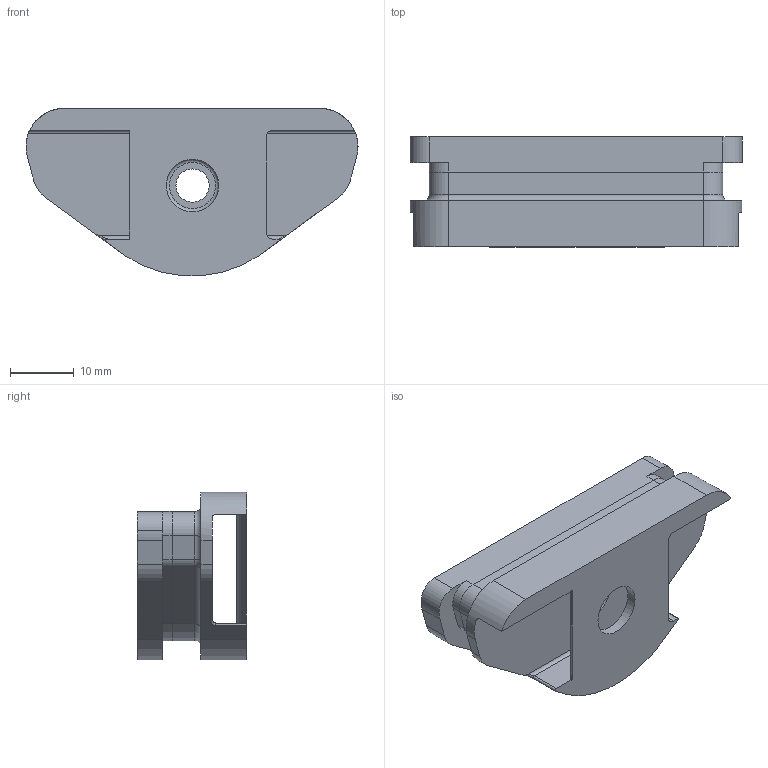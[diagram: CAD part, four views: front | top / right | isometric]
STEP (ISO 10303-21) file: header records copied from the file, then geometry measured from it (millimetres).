
FILE_DESCRIPTION(/* description */ (''),/* implementation_level */ '2;1');
FILE_NAME(/* name */ 'Light Clamp Matrix II Metal.step',/* time_stamp */ '2022-04-07T21:52:45-04:00',/* author */ (''),/* organization */ (''),/* preprocessor_version */ 'ST-DEVELOPER v18.1',/* originating_system */ 'Autodesk Translation Framework v10.13.0.1454',/* authorisation */ '');
FILE_SCHEMA (('AUTOMOTIVE_DESIGN { 1 0 10303 214 3 1 1 }'));
Length unit declared in the file: millimetre
Products named in the file (1): Light Clamp Matrix ii metal
Bounding box: 51.94 x 17.2 x 26.18 mm (x, y, z)
Volume: 9239.4 mm3; surface area: 7687.1 mm2
Topology: 2 solids, 2 shells, 136 faces, 356 edges, 224 vertices
Faces by surface type: plane 60, cylinder 58, torus 10, bspline 8
Full cylindrical faces by diameter (mm): 5.2 x2, 8.2 x2
Entity records: 4721 total; most frequent: CARTESIAN_POINT 1270, DIRECTION 722, ORIENTED_EDGE 704, EDGE_CURVE 352, AXIS2_PLACEMENT_3D 255, VERTEX_POINT 224, LINE 212, VECTOR 212
